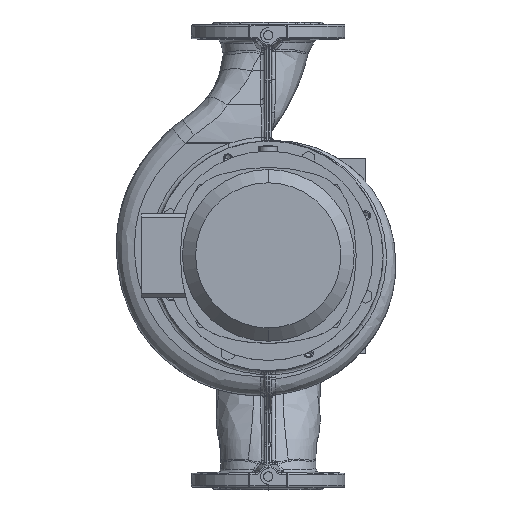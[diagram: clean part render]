
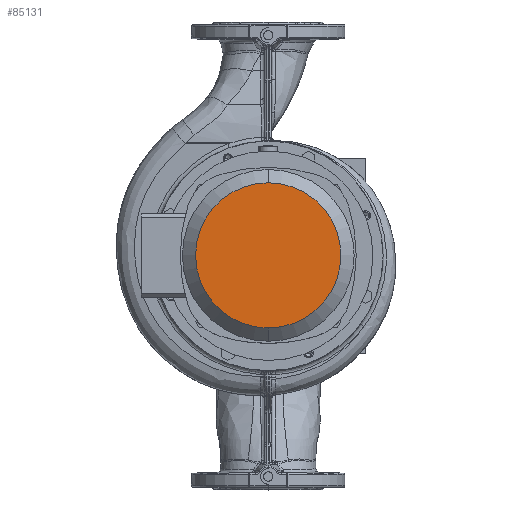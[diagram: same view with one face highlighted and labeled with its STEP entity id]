
A CAD part, top view. The second image highlights one B-rep face of the part: STEP entity #85131.
In plain terms, the highlighted planar face has unit normal (0, 0, 1).
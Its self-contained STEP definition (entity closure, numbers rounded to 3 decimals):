
#9693 = AXIS2_PLACEMENT_3D ( 'NONE', #63832, #63835, #63838 ) ;
#9694 = CIRCLE ( 'NONE', #9693, 104. ) ;
#25077 = CARTESIAN_POINT ( 'NONE',  ( 0., -104., 469.6 ) ) ;
#28116 = AXIS2_PLACEMENT_3D ( 'NONE', #28661, #28667, #28668 ) ;
#28661 = CARTESIAN_POINT ( 'NONE',  ( -104., 0., 469.6 ) ) ;
#28663 = FACE_OUTER_BOUND ( 'NONE', #40247, .T. ) ;
#28664 = PLANE ( 'NONE',  #28116 ) ;
#28667 = DIRECTION ( 'NONE',  ( 0., 0., -1. ) ) ;
#28668 = DIRECTION ( 'NONE',  ( 0., -1., 0. ) ) ;
#40247 = EDGE_LOOP ( 'NONE', ( #40793, #40799 ) ) ;
#40793 = ORIENTED_EDGE ( 'NONE', *, *, #66245, .T. ) ;
#40799 = ORIENTED_EDGE ( 'NONE', *, *, #132837, .T. ) ;
#51624 = VERTEX_POINT ( 'NONE', #25077 ) ;
#62305 = VERTEX_POINT ( 'NONE', #107774 ) ;
#63832 = CARTESIAN_POINT ( 'NONE',  ( 0., 0., 469.6 ) ) ;
#63835 = DIRECTION ( 'NONE',  ( 0., 0., 1. ) ) ;
#63838 = DIRECTION ( 'NONE',  ( 0., 1., 0. ) ) ;
#66245 = EDGE_CURVE ( 'NONE', #51624, #62305, #69348, .T. ) ;
#69335 = AXIS2_PLACEMENT_3D ( 'NONE', #108723, #108724, #108725 ) ;
#69348 = CIRCLE ( 'NONE', #69335, 104. ) ;
#85131 = ADVANCED_FACE ( 'NONE', ( #28663 ), #28664, .F. ) ;
#107774 = CARTESIAN_POINT ( 'NONE',  ( 0., 104., 469.6 ) ) ;
#108723 = CARTESIAN_POINT ( 'NONE',  ( 0., 0., 469.6 ) ) ;
#108724 = DIRECTION ( 'NONE',  ( 0., 0., 1. ) ) ;
#108725 = DIRECTION ( 'NONE',  ( 0., 1., 0. ) ) ;
#132837 = EDGE_CURVE ( 'NONE', #62305, #51624, #9694, .T. ) ;
